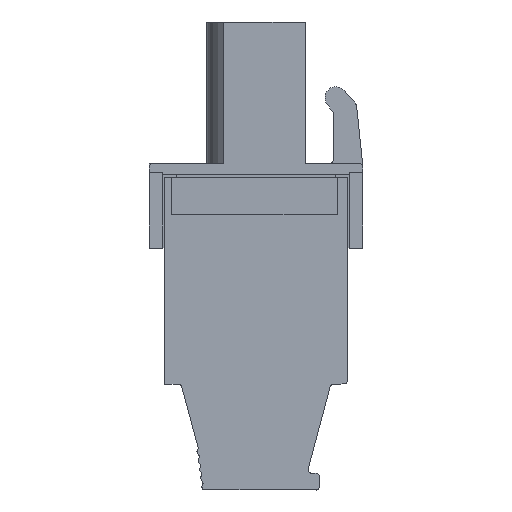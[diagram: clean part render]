
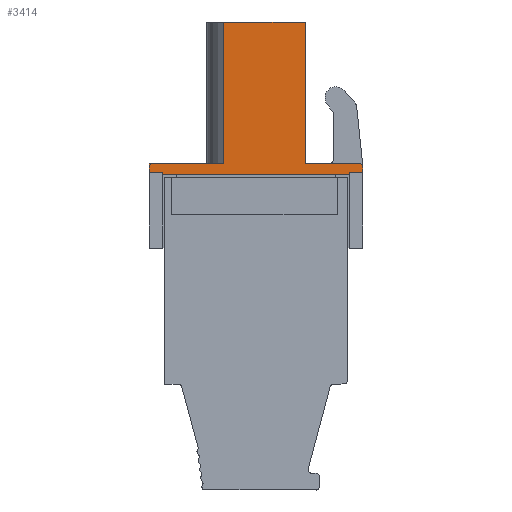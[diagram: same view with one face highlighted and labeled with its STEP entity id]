
A CAD part, left-side view. The second image highlights one B-rep face of the part: STEP entity #3414.
In plain terms, the highlighted planar face has unit normal (-1, 0, 0).
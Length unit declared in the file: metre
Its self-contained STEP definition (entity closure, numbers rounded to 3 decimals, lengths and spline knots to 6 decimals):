
#3414=ADVANCED_FACE('',(#7252),#7253,.T.);
#7252=FACE_OUTER_BOUND('',#11215,.T.);
#7253=PLANE('',#11216);
#11215=EDGE_LOOP('',(#21043,#21044,#21045,#21046,#21047,#21048,#21049,#21050,#21051,#21052,#21053,#21054,#21055,#21056,#21057));
#11216=AXIS2_PLACEMENT_3D('',#21058,#21059,#21060);
#21043=ORIENTED_EDGE('',*,*,#25366,.F.);
#21044=ORIENTED_EDGE('',*,*,#24438,.F.);
#21045=ORIENTED_EDGE('',*,*,#25933,.F.);
#21046=ORIENTED_EDGE('',*,*,#24266,.T.);
#21047=ORIENTED_EDGE('',*,*,#24396,.T.);
#21048=ORIENTED_EDGE('',*,*,#24376,.T.);
#21049=ORIENTED_EDGE('',*,*,#22522,.F.);
#21050=ORIENTED_EDGE('',*,*,#25405,.T.);
#21051=ORIENTED_EDGE('',*,*,#24455,.T.);
#21052=ORIENTED_EDGE('',*,*,#24484,.F.);
#21053=ORIENTED_EDGE('',*,*,#24507,.F.);
#21054=ORIENTED_EDGE('',*,*,#24493,.F.);
#21055=ORIENTED_EDGE('',*,*,#25934,.T.);
#21056=ORIENTED_EDGE('',*,*,#25331,.T.);
#21057=ORIENTED_EDGE('',*,*,#25362,.T.);
#21058=CARTESIAN_POINT('',(-0.051948,-0.030011,-0.068609));
#21059=DIRECTION('',(-1.0,0.,0.));
#21060=DIRECTION('',(0.,0.,-1.0));
#22522=EDGE_CURVE('',#26884,#26886,#26887,.T.);
#24266=EDGE_CURVE('',#29590,#29588,#29591,.T.);
#24376=EDGE_CURVE('',#29716,#26886,#29717,.T.);
#24396=EDGE_CURVE('',#29588,#29716,#29740,.T.);
#24438=EDGE_CURVE('',#29794,#29796,#29797,.F.);
#24455=EDGE_CURVE('',#29827,#29825,#29828,.T.);
#24484=EDGE_CURVE('',#29869,#29825,#29871,.F.);
#24493=EDGE_CURVE('',#29882,#29884,#29885,.F.);
#24507=EDGE_CURVE('',#29884,#29869,#29907,.T.);
#25331=EDGE_CURVE('',#31059,#31057,#31060,.T.);
#25362=EDGE_CURVE('',#31057,#31095,#31097,.T.);
#25366=EDGE_CURVE('',#29796,#31095,#31102,.T.);
#25405=EDGE_CURVE('',#26884,#29827,#31161,.T.);
#25933=EDGE_CURVE('',#29590,#29794,#31831,.T.);
#25934=EDGE_CURVE('',#29882,#31059,#31832,.T.);
#26884=VERTEX_POINT('',#33173);
#26886=VERTEX_POINT('',#33176);
#26887=LINE('',#33177,#33178);
#29588=VERTEX_POINT('',#37195);
#29590=VERTEX_POINT('',#37198);
#29591=LINE('',#37199,#37200);
#29716=VERTEX_POINT('',#37371);
#29717=LINE('',#37372,#37373);
#29740=LINE('',#37404,#37405);
#29794=VERTEX_POINT('',#37476);
#29796=VERTEX_POINT('',#37479);
#29797=CIRCLE('',#37480,0.000199);
#29825=VERTEX_POINT('',#37515);
#29827=VERTEX_POINT('',#37518);
#29828=LINE('',#37519,#37520);
#29869=VERTEX_POINT('',#37581);
#29871=LINE('',#37584,#37585);
#29882=VERTEX_POINT('',#37601);
#29884=VERTEX_POINT('',#37604);
#29885=LINE('',#37605,#37606);
#29907=LINE('',#37635,#37636);
#31057=VERTEX_POINT('',#39309);
#31059=VERTEX_POINT('',#39312);
#31060=LINE('',#39313,#39314);
#31095=VERTEX_POINT('',#39377);
#31097=LINE('',#39380,#39381);
#31102=LINE('',#39388,#39389);
#31161=LINE('',#39474,#39475);
#31831=LINE('',#40459,#40460);
#31832=LINE('',#40461,#40462);
#33173=CARTESIAN_POINT('',(-0.051948,-0.023743,-0.063616));
#33176=CARTESIAN_POINT('',(-0.051948,-0.028137,-0.063616));
#33177=CARTESIAN_POINT('',(-0.051948,-0.030011,-0.063616));
#33178=VECTOR('',#41213,1.0);
#37195=CARTESIAN_POINT('',(-0.051948,-0.032937,-0.05527));
#37198=CARTESIAN_POINT('',(-0.051948,-0.032937,-0.063616));
#37199=CARTESIAN_POINT('',(-0.051948,-0.032937,-0.068609));
#37200=VECTOR('',#42867,1.0);
#37371=CARTESIAN_POINT('',(-0.051948,-0.028137,-0.05527));
#37372=CARTESIAN_POINT('',(-0.051948,-0.028137,-0.068609));
#37373=VECTOR('',#42947,1.0);
#37404=CARTESIAN_POINT('',(-0.051948,-0.030011,-0.05527));
#37405=VECTOR('',#42962,1.0);
#37476=CARTESIAN_POINT('',(-0.051948,-0.036128,-0.063616));
#37479=CARTESIAN_POINT('',(-0.051948,-0.036327,-0.063815));
#37480=AXIS2_PLACEMENT_3D('',#43015,#43016,#43017);
#37515=CARTESIAN_POINT('',(-0.051948,-0.024551,-0.064142));
#37518=CARTESIAN_POINT('',(-0.051948,-0.023743,-0.064142));
#37519=CARTESIAN_POINT('',(-0.051948,-0.006217,-0.064142));
#37520=VECTOR('',#43044,1.0);
#37581=CARTESIAN_POINT('',(-0.051948,-0.024551,-0.064273));
#37584=CARTESIAN_POINT('',(-0.051948,-0.024551,-0.068609));
#37585=VECTOR('',#43066,1.0);
#37601=CARTESIAN_POINT('',(-0.051948,-0.035526,-0.064142));
#37604=CARTESIAN_POINT('',(-0.051948,-0.035526,-0.064273));
#37605=CARTESIAN_POINT('',(-0.051948,-0.035526,-0.068609));
#37606=VECTOR('',#43073,1.0);
#37635=CARTESIAN_POINT('',(-0.051948,-0.030011,-0.064273));
#37636=VECTOR('',#43093,1.0);
#39309=CARTESIAN_POINT('',(-0.051948,-0.036333,-0.064142));
#39312=CARTESIAN_POINT('',(-0.051948,-0.036333,-0.064142));
#39313=CARTESIAN_POINT('',(-0.051948,-0.036333,-0.068609));
#39314=VECTOR('',#43876,1.0);
#39377=CARTESIAN_POINT('',(-0.051948,-0.036327,-0.064142));
#39380=CARTESIAN_POINT('',(-0.051948,-0.030011,-0.064142));
#39381=VECTOR('',#43906,1.0);
#39388=CARTESIAN_POINT('',(-0.051948,-0.036327,-0.068609));
#39389=VECTOR('',#43909,1.0);
#39474=CARTESIAN_POINT('',(-0.051948,-0.023743,-0.068609));
#39475=VECTOR('',#43948,1.0);
#40459=CARTESIAN_POINT('',(-0.051948,-0.030011,-0.063616));
#40460=VECTOR('',#44345,1.0);
#40461=CARTESIAN_POINT('',(-0.051948,-0.006217,-0.064142));
#40462=VECTOR('',#44346,1.0);
#41213=DIRECTION('',(0.,-1.0,0.));
#42867=DIRECTION('',(0.,0.,1.0));
#42947=DIRECTION('',(0.,0.,-1.0));
#42962=DIRECTION('',(0.,1.0,0.));
#43015=CARTESIAN_POINT('',(-0.051948,-0.036128,-0.063815));
#43016=DIRECTION('',(-1.0,0.,0.));
#43017=DIRECTION('',(0.,0.0,1.0));
#43044=DIRECTION('',(0.,-1.0,0.));
#43066=DIRECTION('',(0.,0.,-1.0));
#43073=DIRECTION('',(0.,0.,1.0));
#43093=DIRECTION('',(0.,1.0,0.));
#43876=DIRECTION('',(0.,0.,1.0));
#43906=DIRECTION('',(0.,1.0,0.));
#43909=DIRECTION('',(0.,0.,-1.0));
#43948=DIRECTION('',(0.,0.,-1.0));
#44345=DIRECTION('',(0.,-1.0,0.));
#44346=DIRECTION('',(0.,-1.0,0.));
